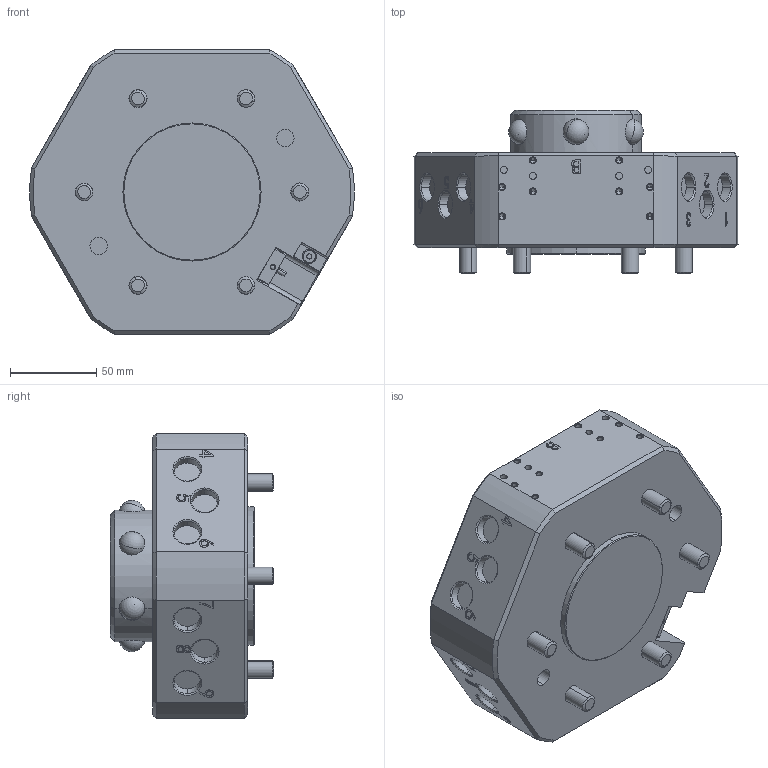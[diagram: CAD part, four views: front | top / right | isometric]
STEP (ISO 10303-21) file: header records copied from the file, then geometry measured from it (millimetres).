
FILE_DESCRIPTION (( 'STEP AP203' ), '1' );
FILE_NAME ('QTC150-M.STEP', '2025-08-18T00:59:49', ( 'USER-' ), ( 'Microsoft' ), 'SwSTEP 2.0', 'SolidWorks 2018', '' );
FILE_SCHEMA (( 'CONFIG_CONTROL_DESIGN' ));
Length unit declared in the file: millimetre
Products named in the file (9): QTC150-M-05 詩紩; QTC150-M-01 鼠攫翋釱;  QTC換覜ん揤輸; 4mm眻噤換覜ん-1; 电容传感器8x23接近开关; QTC150-M; 内六角圆柱头螺钉[GBT70_1-2008][M10×60]_M10×60; QTC150-M-03 鼠攫詩迖; 16x8-R1.5-0.4
Assembly tree (20 placements, depth 2):
  QTC150-M
    QTC150-M-01 鼠攫翋釱
    4mm眻噤換覜ん-1  x2
     QTC換覜ん揤輸  x2
    QTC150-M-03 鼠攫詩迖
    QTC150-M-05 詩紩  x6
    电容传感器8x23接近开关
    16x8-R1.5-0.4
    内六角圆柱头螺钉[GBT70_1-2008][M10×60]_M10×60  x6
Bounding box: 187.77 x 94.6 x 165 mm (x, y, z)
Volume: 1342601 mm3; surface area: 159260.6 mm2
Topology: 20 solids, 20 shells, 1182 faces, 2981 edges, 1905 vertices
Faces by surface type: plane 497, cylinder 292, bspline 195, cone 158, torus 28, sphere 12
Entity records: 42491 total; most frequent: CARTESIAN_POINT 17460, ORIENTED_EDGE 5168, DIRECTION 4406, EDGE_CURVE 2584, VERTEX_POINT 1675, VECTOR 1516, LINE 1516, AXIS2_PLACEMENT_3D 1445
